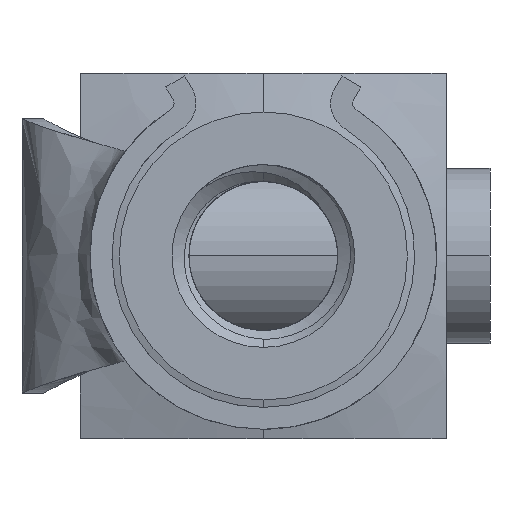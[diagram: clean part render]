
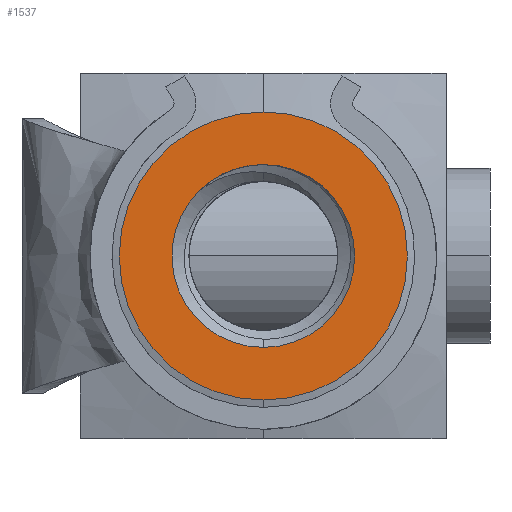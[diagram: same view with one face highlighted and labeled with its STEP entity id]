
A CAD part, front view. The second image highlights one B-rep face of the part: STEP entity #1537.
In plain terms, the highlighted planar face has unit normal (0, -1, 0).
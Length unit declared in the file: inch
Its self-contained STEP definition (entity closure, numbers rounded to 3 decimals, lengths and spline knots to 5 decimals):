
#10 = DIRECTION ( 'NONE',  ( 0., -1., 0. ) ) ;
#104 = AXIS2_PLACEMENT_3D ( 'NONE', #5391, #2844, #254 ) ;
#106 = EDGE_LOOP ( 'NONE', ( #1318, #5095, #670 ) ) ;
#241 = CARTESIAN_POINT ( 'NONE',  ( 0., -0.354, 0. ) ) ;
#254 = DIRECTION ( 'NONE',  ( 0., 0., -1. ) ) ;
#294 = EDGE_CURVE ( 'NONE', #3842, #3648, #1779, .T. ) ;
#588 = EDGE_CURVE ( 'NONE', #1828, #2950, #4414, .T. ) ;
#634 = DIRECTION ( 'NONE',  ( 0., -1., 0. ) ) ;
#670 = ORIENTED_EDGE ( 'NONE', *, *, #588, .F. ) ;
#687 = DIRECTION ( 'NONE',  ( 0., 0., -1. ) ) ;
#962 = EDGE_CURVE ( 'NONE', #3648, #3842, #1706, .T. ) ;
#1184 = DIRECTION ( 'NONE',  ( 0., -1., 0. ) ) ;
#1318 = ORIENTED_EDGE ( 'NONE', *, *, #4545, .F. ) ;
#1408 = DIRECTION ( 'NONE',  ( 0., -1., 0. ) ) ;
#1537 = ADVANCED_FACE ( 'NONE', ( #1685, #3852 ), #5159, .T. ) ;
#1550 = CARTESIAN_POINT ( 'NONE',  ( 0., -0.354, -0.197 ) ) ;
#1685 = FACE_BOUND ( 'NONE', #106, .T. ) ;
#1706 = CIRCLE ( 'NONE', #104, 0.197 ) ;
#1779 = CIRCLE ( 'NONE', #3506, 0.197 ) ;
#1828 = VERTEX_POINT ( 'NONE', #2398 ) ;
#2020 = ORIENTED_EDGE ( 'NONE', *, *, #294, .T. ) ;
#2044 = AXIS2_PLACEMENT_3D ( 'NONE', #5126, #10, #3041 ) ;
#2398 = CARTESIAN_POINT ( 'NONE',  ( 0., -0.354, -0.125 ) ) ;
#2488 = ORIENTED_EDGE ( 'NONE', *, *, #962, .T. ) ;
#2529 = AXIS2_PLACEMENT_3D ( 'NONE', #3765, #1184, #4203 ) ;
#2844 = DIRECTION ( 'NONE',  ( 0., -1., 0. ) ) ;
#2950 = VERTEX_POINT ( 'NONE', #3136 ) ;
#2994 = CIRCLE ( 'NONE', #4268, 0.125 ) ;
#3041 = DIRECTION ( 'NONE',  ( 0., 0., -1. ) ) ;
#3136 = CARTESIAN_POINT ( 'NONE',  ( 0., -0.354, 0.125 ) ) ;
#3160 = CARTESIAN_POINT ( 'NONE',  ( -0.08839, -0.354, 0.08839 ) ) ;
#3208 = CARTESIAN_POINT ( 'NONE',  ( 0., -0.354, 0. ) ) ;
#3261 = DIRECTION ( 'NONE',  ( 0., -1., 0. ) ) ;
#3471 = VERTEX_POINT ( 'NONE', #3160 ) ;
#3506 = AXIS2_PLACEMENT_3D ( 'NONE', #3208, #634, #3652 ) ;
#3648 = VERTEX_POINT ( 'NONE', #1550 ) ;
#3652 = DIRECTION ( 'NONE',  ( 0., 0., -1. ) ) ;
#3765 = CARTESIAN_POINT ( 'NONE',  ( 0., -0.354, 0. ) ) ;
#3842 = VERTEX_POINT ( 'NONE', #4416 ) ;
#3852 = FACE_OUTER_BOUND ( 'NONE', #4638, .T. ) ;
#3993 = CARTESIAN_POINT ( 'NONE',  ( 0., -0.354, 0. ) ) ;
#4203 = DIRECTION ( 'NONE',  ( 0., 0., -1. ) ) ;
#4268 = AXIS2_PLACEMENT_3D ( 'NONE', #3993, #1408, #4422 ) ;
#4414 = CIRCLE ( 'NONE', #2529, 0.125 ) ;
#4416 = CARTESIAN_POINT ( 'NONE',  ( 0., -0.354, 0.197 ) ) ;
#4422 = DIRECTION ( 'NONE',  ( 0., 0., -1. ) ) ;
#4545 = EDGE_CURVE ( 'NONE', #3471, #1828, #5264, .T. ) ;
#4638 = EDGE_LOOP ( 'NONE', ( #2488, #2020 ) ) ;
#4839 = EDGE_CURVE ( 'NONE', #2950, #3471, #2994, .T. ) ;
#4944 = AXIS2_PLACEMENT_3D ( 'NONE', #241, #3261, #687 ) ;
#5095 = ORIENTED_EDGE ( 'NONE', *, *, #4839, .F. ) ;
#5126 = CARTESIAN_POINT ( 'NONE',  ( 0., -0.354, 0. ) ) ;
#5159 = PLANE ( 'NONE',  #2044 ) ;
#5264 = CIRCLE ( 'NONE', #4944, 0.125 ) ;
#5391 = CARTESIAN_POINT ( 'NONE',  ( 0., -0.354, 0. ) ) ;
